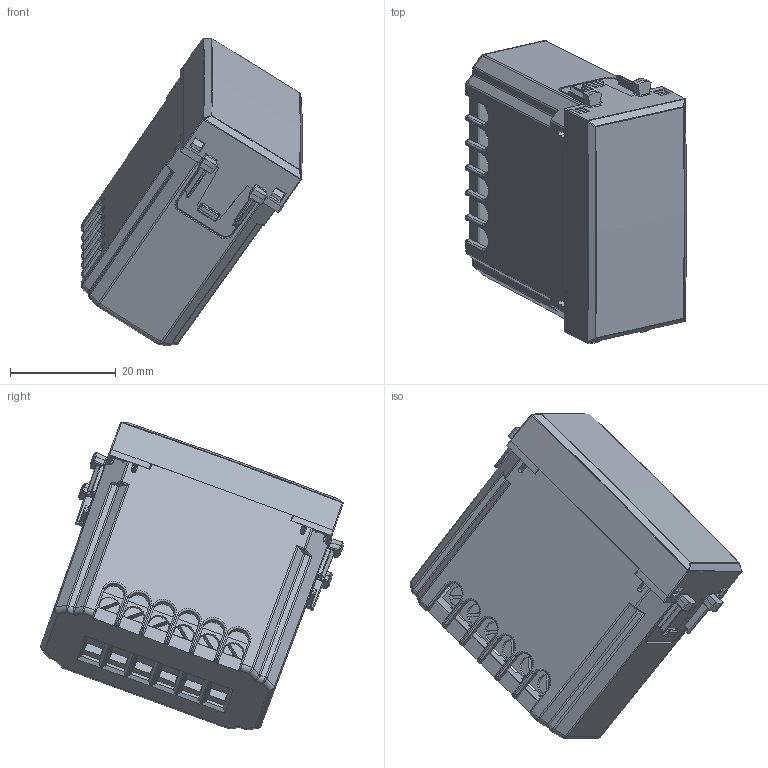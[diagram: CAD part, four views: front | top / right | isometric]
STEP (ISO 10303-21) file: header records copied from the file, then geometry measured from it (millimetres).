
FILE_DESCRIPTION(('CATIA V5 STEP Exchange'),'2;1');
FILE_NAME('442087C.stp','2024-02-27T14:40:55+00:00',('none'),('none'),'CATIA Version 5-6 Release 2016 SP6','CATIA V5 STEP AP203','none');
FILE_SCHEMA(('CONFIG_CONTROL_DESIGN'));
Length unit declared in the file: millimetre
Products named in the file (1): 442087C
Assembly tree (5 placements, depth 2):
  442087C
    #57
    #14804
    #15797
    #44329
    #46638
Bounding box: 41.7 x 57.22 x 58.21 mm (x, y, z)
Volume: 14331.7 mm3; surface area: 20160.1 mm2
Topology: 6 solids, 6 shells, 1241 faces, 3393 edges, 2121 vertices
Faces by surface type: plane 610, cylinder 400, bspline 89, cone 68, sphere 38, torus 36
Entity records: 46661 total; most frequent: CARTESIAN_POINT 19437, ORIENTED_EDGE 6658, DIRECTION 3874, EDGE_CURVE 3329, VERTEX_POINT 2112, VECTOR 1710, LINE 1710, EDGE_LOOP 1285
